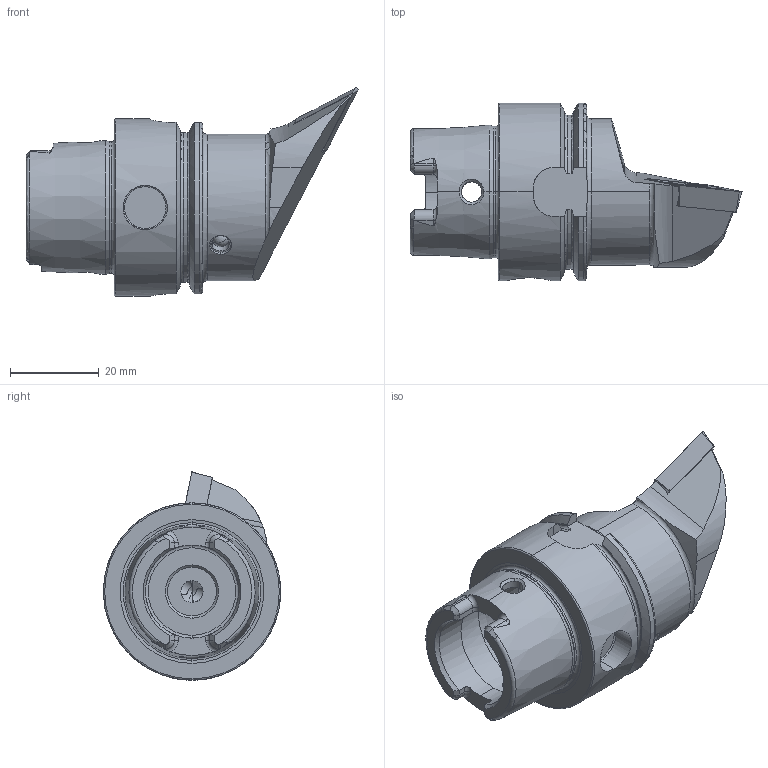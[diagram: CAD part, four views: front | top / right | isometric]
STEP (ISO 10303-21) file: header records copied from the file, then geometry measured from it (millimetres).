
FILE_DESCRIPTION (( 'STEP AP203' ), '1' );
FILE_NAME ('HA4-KVB.LPA.055.STEP', '2013-11-26T15:42:45', ( 'baer' ), ( 'Hewlett-Packard Company' ), 'SwSTEP 2.0', 'SolidWorks 2012', '' );
FILE_SCHEMA (( 'CONFIG_CONTROL_DESIGN' ));
Length unit declared in the file: millimetre
Products named in the file (5): HA4-KVB.LPA.055_A_Fertigbearbeitung; WCB-ER2.001.009_A; VCMT160404; KVT_MB_600_050; HA4-KVB.LPA.055
Assembly tree (4 placements, depth 2):
  HA4-KVB.LPA.055
    HA4-KVB.LPA.055_A_Fertigbearbeitung
    WCB-ER2.001.009_A
    VCMT160404
    KVT_MB_600_050
Bounding box: 74.91 x 40 x 47.01 mm (x, y, z)
Volume: 37481.2 mm3; surface area: 13382.1 mm2
Topology: 5 solids, 5 shells, 314 faces, 812 edges, 497 vertices
Faces by surface type: cylinder 90, cone 80, plane 80, torus 40, bspline 20, sphere 4
Entity records: 11753 total; most frequent: CARTESIAN_POINT 4015, ORIENTED_EDGE 1590, DIRECTION 1442, EDGE_CURVE 795, AXIS2_PLACEMENT_3D 579, VERTEX_POINT 494, EDGE_LOOP 327, FACE_OUTER_BOUND 314
